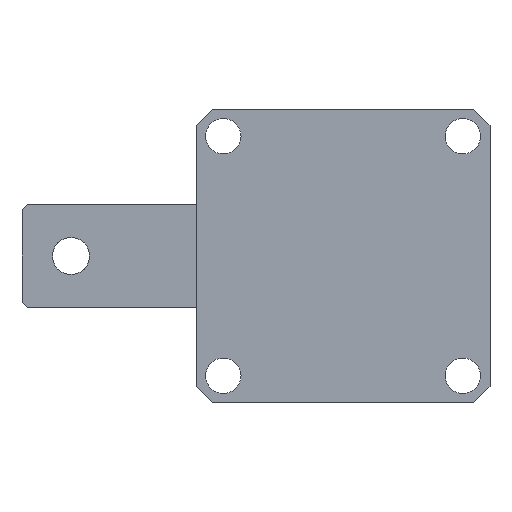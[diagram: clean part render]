
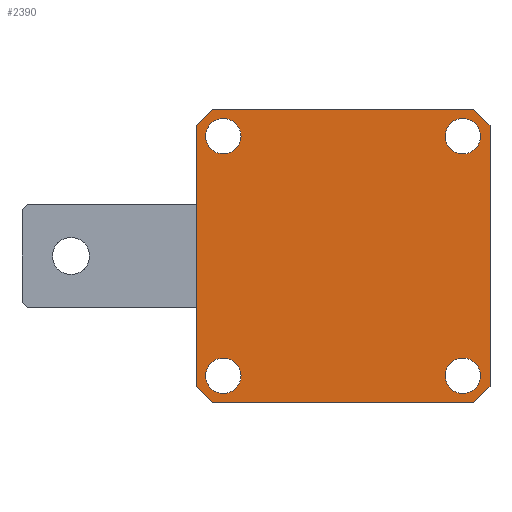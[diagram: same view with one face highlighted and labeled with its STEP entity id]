
A CAD part, front view. The second image highlights one B-rep face of the part: STEP entity #2390.
In plain terms, the highlighted face is planar.
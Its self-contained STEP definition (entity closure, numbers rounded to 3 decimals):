
#492 = ORIENTED_EDGE ( 'NONE', *, *, #2460, .F. ) ;
#516 = ORIENTED_EDGE ( 'NONE', *, *, #2503, .F. ) ;
#531 = ORIENTED_EDGE ( 'NONE', *, *, #2512, .F. ) ;
#670 = CARTESIAN_POINT ( 'NONE',  ( -24., 27., 0. ) ) ;
#679 = CARTESIAN_POINT ( 'NONE',  ( 24., 27., 0. ) ) ;
#686 = CARTESIAN_POINT ( 'NONE',  ( 27., 24., 0. ) ) ;
#750 = CARTESIAN_POINT ( 'NONE',  ( -27., 24., 0. ) ) ;
#778 = CARTESIAN_POINT ( 'NONE',  ( 27., -24., 0. ) ) ;
#897 = CARTESIAN_POINT ( 'NONE',  ( 22., 22., 0. ) ) ;
#898 = DIRECTION ( 'NONE',  ( 0., 0., -1. ) ) ;
#899 = DIRECTION ( 'NONE',  ( -1., 0., 0. ) ) ;
#1096 = DIRECTION ( 'NONE',  ( -1., 0., 0. ) ) ;
#1112 = CARTESIAN_POINT ( 'NONE',  ( 27., 27., 0. ) ) ;
#1115 = DIRECTION ( 'NONE',  ( 0., 0., -1. ) ) ;
#1116 = CARTESIAN_POINT ( 'NONE',  ( 22., -22., 0. ) ) ;
#1165 = CARTESIAN_POINT ( 'NONE',  ( -18.75, -22., 0. ) ) ;
#1194 = CARTESIAN_POINT ( 'NONE',  ( 25.25, 22., 0. ) ) ;
#1197 = CARTESIAN_POINT ( 'NONE',  ( 24., -27., 0. ) ) ;
#1203 = CARTESIAN_POINT ( 'NONE',  ( -25.25, -22., 0. ) ) ;
#1218 = CARTESIAN_POINT ( 'NONE',  ( -18.75, 22., 0. ) ) ;
#1222 = CARTESIAN_POINT ( 'NONE',  ( -24., -27., 0. ) ) ;
#1226 = CARTESIAN_POINT ( 'NONE',  ( 18.75, 22., 0. ) ) ;
#1233 = CARTESIAN_POINT ( 'NONE',  ( 18.75, -22., 0. ) ) ;
#1238 = CARTESIAN_POINT ( 'NONE',  ( 25.25, -22., 0. ) ) ;
#1251 = CARTESIAN_POINT ( 'NONE',  ( -25.25, 22., 0. ) ) ;
#1279 = VERTEX_POINT ( 'NONE', #1251 ) ;
#1280 = VERTEX_POINT ( 'NONE', #1238 ) ;
#1285 = VERTEX_POINT ( 'NONE', #1233 ) ;
#1290 = EDGE_LOOP ( 'NONE', ( #3293, #3357 ) ) ;
#1294 = VERTEX_POINT ( 'NONE', #1226 ) ;
#1298 = VERTEX_POINT ( 'NONE', #1222 ) ;
#1304 = VERTEX_POINT ( 'NONE', #1218 ) ;
#1319 = EDGE_LOOP ( 'NONE', ( #531, #492 ) ) ;
#1323 = EDGE_LOOP ( 'NONE', ( #3162, #3412 ) ) ;
#1359 = VERTEX_POINT ( 'NONE', #1203 ) ;
#1366 = VERTEX_POINT ( 'NONE', #1197 ) ;
#1372 = VERTEX_POINT ( 'NONE', #1194 ) ;
#1399 = VERTEX_POINT ( 'NONE', #1165 ) ;
#1822 = CARTESIAN_POINT ( 'NONE',  ( -27., -24., 0. ) ) ;
#1922 = DIRECTION ( 'NONE',  ( -1., 0., 0. ) ) ;
#1923 = DIRECTION ( 'NONE',  ( 0., 0., -1. ) ) ;
#1924 = CARTESIAN_POINT ( 'NONE',  ( -22., -22., 0. ) ) ;
#1927 = DIRECTION ( 'NONE',  ( 0., -1., 0. ) ) ;
#1928 = CARTESIAN_POINT ( 'NONE',  ( -27., 27., 0. ) ) ;
#1994 = CARTESIAN_POINT ( 'NONE',  ( -24., -27., 0. ) ) ;
#1995 = DIRECTION ( 'NONE',  ( -0.707, 0.707, 0. ) ) ;
#2034 = DIRECTION ( 'NONE',  ( 0., 0., -1. ) ) ;
#2035 = DIRECTION ( 'NONE',  ( -1., 0., 0. ) ) ;
#2043 = CARTESIAN_POINT ( 'NONE',  ( -22., 22., 0. ) ) ;
#2049 = DIRECTION ( 'NONE',  ( 1., 0., 0. ) ) ;
#2076 = CARTESIAN_POINT ( 'NONE',  ( -27., 27., 0. ) ) ;
#2078 = DIRECTION ( 'NONE',  ( -1., 0., 0. ) ) ;
#2082 = DIRECTION ( 'NONE',  ( 0.707, -0.707, 0. ) ) ;
#2146 = FACE_BOUND ( 'NONE', #1323, .T. ) ;
#2149 = FACE_BOUND ( 'NONE', #3337, .T. ) ;
#2150 = FACE_OUTER_BOUND ( 'NONE', #3343, .T. ) ;
#2151 = FACE_BOUND ( 'NONE', #1290, .T. ) ;
#2153 = FACE_BOUND ( 'NONE', #1319, .T. ) ;
#2160 = CIRCLE ( 'NONE', #2575, 3.25 ) ;
#2168 = CIRCLE ( 'NONE', #2585, 3.25 ) ;
#2169 = CIRCLE ( 'NONE', #2587, 3.25 ) ;
#2218 = CIRCLE ( 'NONE', #2603, 3.25 ) ;
#2226 = LINE ( 'NONE', #5496, #2233 ) ;
#2232 = CIRCLE ( 'NONE', #2606, 3.25 ) ;
#2233 = VECTOR ( 'NONE', #2049, 1000. ) ;
#2245 = LINE ( 'NONE', #1112, #2257 ) ;
#2248 = CIRCLE ( 'NONE', #2610, 3.25 ) ;
#2254 = LINE ( 'NONE', #3471, #2255 ) ;
#2255 = VECTOR ( 'NONE', #3458, 1000. ) ;
#2257 = VECTOR ( 'NONE', #3470, 1000. ) ;
#2258 = LINE ( 'NONE', #3489, #2259 ) ;
#2259 = VECTOR ( 'NONE', #3488, 1000. ) ;
#2261 = LINE ( 'NONE', #3485, #2263 ) ;
#2263 = VECTOR ( 'NONE', #2082, 1000. ) ;
#2265 = LINE ( 'NONE', #2076, #2267 ) ;
#2266 = CIRCLE ( 'NONE', #2613, 3.25 ) ;
#2267 = VECTOR ( 'NONE', #2078, 1000. ) ;
#2268 = LINE ( 'NONE', #1928, #2269 ) ;
#2269 = VECTOR ( 'NONE', #1927, 1000. ) ;
#2270 = LINE ( 'NONE', #1994, #2272 ) ;
#2272 = VECTOR ( 'NONE', #1995, 1000. ) ;
#2390 = ADVANCED_FACE ( 'NONE', ( #2149, #2153, #2146, #2150, #2151 ), #5146, .F. ) ;
#2460 = EDGE_CURVE ( 'NONE', #1304, #1279, #2160, .T. ) ;
#2469 = EDGE_CURVE ( 'NONE', #1399, #1359, #2168, .T. ) ;
#2473 = EDGE_CURVE ( 'NONE', #1280, #1285, #2169, .T. ) ;
#2503 = EDGE_CURVE ( 'NONE', #1294, #1372, #2218, .T. ) ;
#2511 = EDGE_CURVE ( 'NONE', #1298, #1366, #2226, .T. ) ;
#2512 = EDGE_CURVE ( 'NONE', #1279, #1304, #2232, .T. ) ;
#2523 = EDGE_CURVE ( 'NONE', #1285, #1280, #2248, .T. ) ;
#2528 = EDGE_CURVE ( 'NONE', #4724, #4642, #2254, .T. ) ;
#2529 = EDGE_CURVE ( 'NONE', #4752, #4659, #2245, .T. ) ;
#2531 = EDGE_CURVE ( 'NONE', #4752, #1366, #2258, .T. ) ;
#2534 = EDGE_CURVE ( 'NONE', #4652, #4659, #2261, .T. ) ;
#2538 = EDGE_CURVE ( 'NONE', #4652, #4642, #2265, .T. ) ;
#2540 = EDGE_CURVE ( 'NONE', #4724, #3152, #2268, .T. ) ;
#2541 = EDGE_CURVE ( 'NONE', #1359, #1399, #2266, .T. ) ;
#2542 = EDGE_CURVE ( 'NONE', #1298, #3152, #2270, .T. ) ;
#2575 = AXIS2_PLACEMENT_3D ( 'NONE', #5171, #5174, #5139 ) ;
#2578 = AXIS2_PLACEMENT_3D ( 'NONE', #5136, #5159, #5158 ) ;
#2585 = AXIS2_PLACEMENT_3D ( 'NONE', #5149, #5180, #5178 ) ;
#2587 = AXIS2_PLACEMENT_3D ( 'NONE', #5166, #5135, #5134 ) ;
#2603 = AXIS2_PLACEMENT_3D ( 'NONE', #5487, #5485, #5482 ) ;
#2606 = AXIS2_PLACEMENT_3D ( 'NONE', #2043, #2034, #2035 ) ;
#2610 = AXIS2_PLACEMENT_3D ( 'NONE', #1116, #1115, #1096 ) ;
#2613 = AXIS2_PLACEMENT_3D ( 'NONE', #1924, #1923, #1922 ) ;
#2721 = AXIS2_PLACEMENT_3D ( 'NONE', #897, #898, #899 ) ;
#3152 = VERTEX_POINT ( 'NONE', #1822 ) ;
#3162 = ORIENTED_EDGE ( 'NONE', *, *, #2541, .F. ) ;
#3290 = ORIENTED_EDGE ( 'NONE', *, *, #2528, .T. ) ;
#3293 = ORIENTED_EDGE ( 'NONE', *, *, #2523, .F. ) ;
#3317 = ORIENTED_EDGE ( 'NONE', *, *, #2538, .F. ) ;
#3337 = EDGE_LOOP ( 'NONE', ( #516, #4852 ) ) ;
#3338 = ORIENTED_EDGE ( 'NONE', *, *, #2531, .T. ) ;
#3339 = ORIENTED_EDGE ( 'NONE', *, *, #2511, .F. ) ;
#3343 = EDGE_LOOP ( 'NONE', ( #3339, #3370, #3379, #3290, #3317, #3380, #3414, #3338 ) ) ;
#3357 = ORIENTED_EDGE ( 'NONE', *, *, #2473, .F. ) ;
#3370 = ORIENTED_EDGE ( 'NONE', *, *, #2542, .T. ) ;
#3379 = ORIENTED_EDGE ( 'NONE', *, *, #2540, .F. ) ;
#3380 = ORIENTED_EDGE ( 'NONE', *, *, #2534, .T. ) ;
#3412 = ORIENTED_EDGE ( 'NONE', *, *, #2469, .F. ) ;
#3414 = ORIENTED_EDGE ( 'NONE', *, *, #2529, .F. ) ;
#3458 = DIRECTION ( 'NONE',  ( 0.707, 0.707, 0. ) ) ;
#3470 = DIRECTION ( 'NONE',  ( 0., 1., 0. ) ) ;
#3471 = CARTESIAN_POINT ( 'NONE',  ( -27., 24., 0. ) ) ;
#3485 = CARTESIAN_POINT ( 'NONE',  ( 24., 27., 0. ) ) ;
#3488 = DIRECTION ( 'NONE',  ( -0.707, -0.707, 0. ) ) ;
#3489 = CARTESIAN_POINT ( 'NONE',  ( 27., -24., 0. ) ) ;
#4374 = CIRCLE ( 'NONE', #2721, 3.25 ) ;
#4642 = VERTEX_POINT ( 'NONE', #670 ) ;
#4652 = VERTEX_POINT ( 'NONE', #679 ) ;
#4659 = VERTEX_POINT ( 'NONE', #686 ) ;
#4724 = VERTEX_POINT ( 'NONE', #750 ) ;
#4752 = VERTEX_POINT ( 'NONE', #778 ) ;
#4852 = ORIENTED_EDGE ( 'NONE', *, *, #5044, .F. ) ;
#5044 = EDGE_CURVE ( 'NONE', #1372, #1294, #4374, .T. ) ;
#5134 = DIRECTION ( 'NONE',  ( -1., 0., 0. ) ) ;
#5135 = DIRECTION ( 'NONE',  ( 0., 0., -1. ) ) ;
#5136 = CARTESIAN_POINT ( 'NONE',  ( 0., 0., 0. ) ) ;
#5139 = DIRECTION ( 'NONE',  ( -1., 0., 0. ) ) ;
#5146 = PLANE ( 'NONE',  #2578 ) ;
#5149 = CARTESIAN_POINT ( 'NONE',  ( -22., -22., 0. ) ) ;
#5158 = DIRECTION ( 'NONE',  ( 1., 0., 0. ) ) ;
#5159 = DIRECTION ( 'NONE',  ( 0., 0., 1. ) ) ;
#5166 = CARTESIAN_POINT ( 'NONE',  ( 22., -22., 0. ) ) ;
#5171 = CARTESIAN_POINT ( 'NONE',  ( -22., 22., 0. ) ) ;
#5174 = DIRECTION ( 'NONE',  ( 0., 0., -1. ) ) ;
#5178 = DIRECTION ( 'NONE',  ( -1., 0., 0. ) ) ;
#5180 = DIRECTION ( 'NONE',  ( 0., 0., -1. ) ) ;
#5482 = DIRECTION ( 'NONE',  ( -1., 0., 0. ) ) ;
#5485 = DIRECTION ( 'NONE',  ( 0., 0., -1. ) ) ;
#5487 = CARTESIAN_POINT ( 'NONE',  ( 22., 22., 0. ) ) ;
#5496 = CARTESIAN_POINT ( 'NONE',  ( -27., -27., 0. ) ) ;
